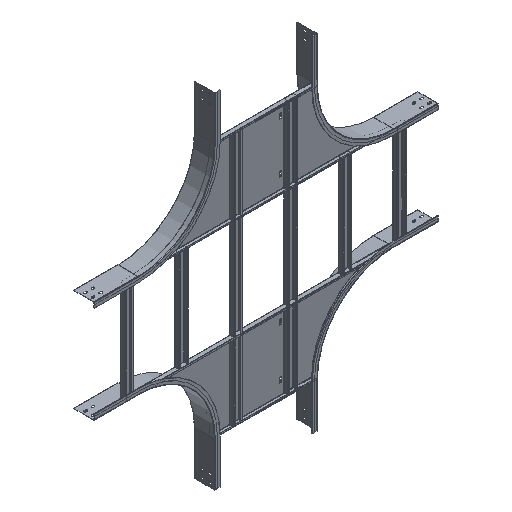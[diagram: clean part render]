
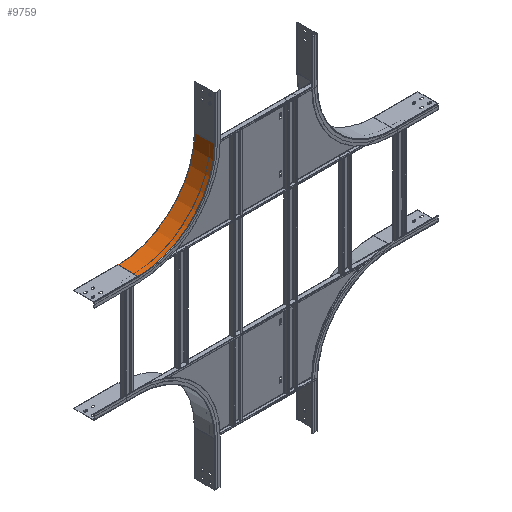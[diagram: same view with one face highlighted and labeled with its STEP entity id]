
A CAD part, isometric view. The second image highlights one B-rep face of the part: STEP entity #9759.
In plain terms, the highlighted cylindrical face has radius 298.8 mm (diameter 597.6 mm), a partial arc.
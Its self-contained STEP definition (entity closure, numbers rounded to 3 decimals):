
#1760 = CARTESIAN_POINT ( 'NONE',  ( -201.2, -18., 697.8 ) ) ;
#1761 = DIRECTION ( 'NONE',  ( 0., -1., 0. ) ) ;
#1846 = CARTESIAN_POINT ( 'NONE',  ( -500., 60.201, 697.8 ) ) ;
#1847 = DIRECTION ( 'NONE',  ( 0., 1., 0. ) ) ;
#1848 = DIRECTION ( 'NONE',  ( 0., 0., -1. ) ) ;
#2351 = DIRECTION ( 'NONE',  ( 0., 1., 0. ) ) ;
#2356 = CARTESIAN_POINT ( 'NONE',  ( -500., 44.26, 399. ) ) ;
#2429 = CARTESIAN_POINT ( 'NONE',  ( -500., -18., 697.8 ) ) ;
#2430 = DIRECTION ( 'NONE',  ( 0., 1., 0. ) ) ;
#2431 = DIRECTION ( 'NONE',  ( 0., 0., -1. ) ) ;
#3402 = CARTESIAN_POINT ( 'NONE',  ( -201.2, 60.201, 697.8 ) ) ;
#3552 = VERTEX_POINT ( 'NONE', #5694 ) ;
#3584 = VERTEX_POINT ( 'NONE', #5726 ) ;
#3616 = VERTEX_POINT ( 'NONE', #5758 ) ;
#3626 = VERTEX_POINT ( 'NONE', #3402 ) ;
#3738 = EDGE_LOOP ( 'NONE', ( #8054, #8053, #8052, #8051 ) ) ;
#4319 = LINE ( 'NONE', #2356, #4321 ) ;
#4321 = VECTOR ( 'NONE', #2351, 1000. ) ;
#4358 = CIRCLE ( 'NONE', #5200, 298.8 ) ;
#4729 = LINE ( 'NONE', #1760, #4731 ) ;
#4731 = VECTOR ( 'NONE', #1761, 1000. ) ;
#5131 = AXIS2_PLACEMENT_3D ( 'NONE', #1846, #1847, #1848 ) ;
#5200 = AXIS2_PLACEMENT_3D ( 'NONE', #2429, #2430, #2431 ) ;
#5694 = CARTESIAN_POINT ( 'NONE',  ( -500., -18., 399. ) ) ;
#5726 = CARTESIAN_POINT ( 'NONE',  ( -500., 60.201, 399. ) ) ;
#5758 = CARTESIAN_POINT ( 'NONE',  ( -201.2, -18., 697.8 ) ) ;
#8051 = ORIENTED_EDGE ( 'NONE', *, *, #11079, .F. ) ;
#8052 = ORIENTED_EDGE ( 'NONE', *, *, #11938, .T. ) ;
#8053 = ORIENTED_EDGE ( 'NONE', *, *, #11904, .F. ) ;
#8054 = ORIENTED_EDGE ( 'NONE', *, *, #11107, .F. ) ;
#8400 = AXIS2_PLACEMENT_3D ( 'NONE', #10869, #10866, #10862 ) ;
#9759 = ADVANCED_FACE ( 'NONE', ( #11724 ), #11726, .F. ) ;
#10862 = DIRECTION ( 'NONE',  ( 0., 0., -1. ) ) ;
#10866 = DIRECTION ( 'NONE',  ( 0., 1., 0. ) ) ;
#10869 = CARTESIAN_POINT ( 'NONE',  ( -500., -19.8, 697.8 ) ) ;
#11079 = EDGE_CURVE ( 'NONE', #3552, #3584, #4319, .T. ) ;
#11107 = EDGE_CURVE ( 'NONE', #3616, #3552, #4358, .T. ) ;
#11724 = FACE_OUTER_BOUND ( 'NONE', #3738, .T. ) ;
#11726 = CYLINDRICAL_SURFACE ( 'NONE', #8400, 298.8 ) ;
#11904 = EDGE_CURVE ( 'NONE', #3626, #3616, #4729, .T. ) ;
#11938 = EDGE_CURVE ( 'NONE', #3626, #3584, #13991, .T. ) ;
#13991 = CIRCLE ( 'NONE', #5131, 298.8 ) ;
